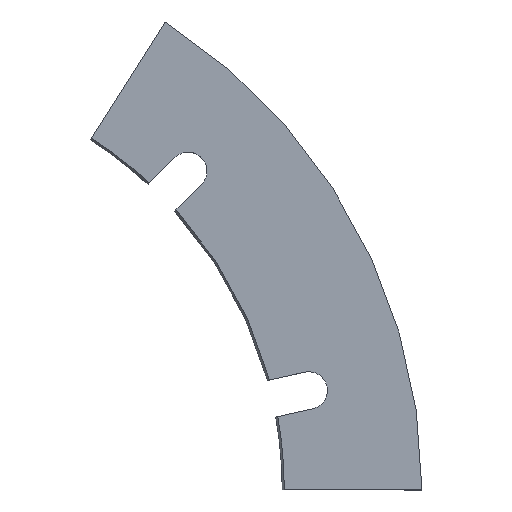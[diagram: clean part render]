
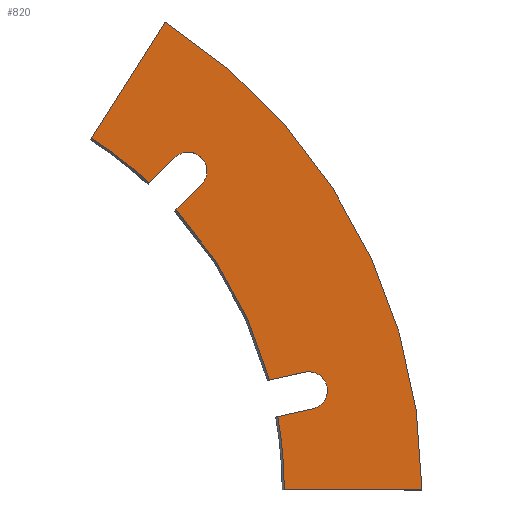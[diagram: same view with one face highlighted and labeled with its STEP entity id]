
A CAD part, top view. The second image highlights one B-rep face of the part: STEP entity #820.
In plain terms, the highlighted planar face has unit normal (0, 0, 1).
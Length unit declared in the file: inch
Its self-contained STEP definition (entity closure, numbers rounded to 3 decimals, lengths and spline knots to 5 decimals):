
#1 = ORIENTED_EDGE ( 'NONE', *, *, #805, .F. ) ;
#2 = CARTESIAN_POINT ( 'NONE',  ( 6.89686, 1.4908, 0. ) ) ;
#5 = PLANE ( 'NONE',  #415 ) ;
#8 = LINE ( 'NONE', #346, #491 ) ;
#22 = AXIS2_PLACEMENT_3D ( 'NONE', #536, #511, #190 ) ;
#31 = EDGE_CURVE ( 'NONE', #347, #303, #84, .T. ) ;
#32 = CARTESIAN_POINT ( 'NONE',  ( 8.313, 0., 0. ) ) ;
#55 = CIRCLE ( 'NONE', #600, 8.313 ) ;
#70 = CARTESIAN_POINT ( 'NONE',  ( 0., 0., 0. ) ) ;
#79 = VERTEX_POINT ( 'NONE', #821 ) ;
#82 = AXIS2_PLACEMENT_3D ( 'NONE', #804, #159, #224 ) ;
#84 = CIRCLE ( 'NONE', #82, 0.28125 ) ;
#93 = ORIENTED_EDGE ( 'NONE', *, *, #578, .T. ) ;
#126 = EDGE_CURVE ( 'NONE', #588, #347, #631, .T. ) ;
#129 = DIRECTION ( 'NONE',  ( 1., 0., 0. ) ) ;
#134 = ORIENTED_EDGE ( 'NONE', *, *, #284, .T. ) ;
#138 = ORIENTED_EDGE ( 'NONE', *, *, #144, .T. ) ;
#140 = VERTEX_POINT ( 'NONE', #499 ) ;
#144 = EDGE_CURVE ( 'NONE', #454, #339, #252, .T. ) ;
#149 = DIRECTION ( 'NONE',  ( 1., 0., 0. ) ) ;
#150 = VERTEX_POINT ( 'NONE', #375 ) ;
#159 = DIRECTION ( 'NONE',  ( 0., 0., 1. ) ) ;
#164 = FACE_OUTER_BOUND ( 'NONE', #203, .T. ) ;
#188 = EDGE_CURVE ( 'NONE', #779, #673, #55, .T. ) ;
#190 = DIRECTION ( 'NONE',  ( 1., 0., 0. ) ) ;
#191 = DIRECTION ( 'NONE',  ( -0.709, -0.705, 0. ) ) ;
#202 = VECTOR ( 'NONE', #191, 39.37008 ) ;
#203 = EDGE_LOOP ( 'NONE', ( #398, #93, #573, #273, #455, #470, #734, #643, #708, #1, #138, #134, #639, #601 ) ) ;
#212 = DIRECTION ( 'NONE',  ( 0., 0., -1. ) ) ;
#218 = VERTEX_POINT ( 'NONE', #352 ) ;
#224 = DIRECTION ( 'NONE',  ( 1., 0., 0. ) ) ;
#231 = DIRECTION ( 'NONE',  ( 1., 0., 0. ) ) ;
#234 = DIRECTION ( 'NONE',  ( 0.537, 0.844, 0. ) ) ;
#246 = AXIS2_PLACEMENT_3D ( 'NONE', #291, #475, #810 ) ;
#252 = LINE ( 'NONE', #441, #202 ) ;
#253 = CARTESIAN_POINT ( 'NONE',  ( 4.6116, 4.98006, 0. ) ) ;
#256 = CARTESIAN_POINT ( 'NONE',  ( 4.62667, 4.20195, 0. ) ) ;
#267 = VECTOR ( 'NONE', #234, 39.37008 ) ;
#272 = CARTESIAN_POINT ( 'NONE',  ( 6.15276, 1.0982, 0. ) ) ;
#273 = ORIENTED_EDGE ( 'NONE', *, *, #786, .T. ) ;
#281 = VERTEX_POINT ( 'NONE', #272 ) ;
#284 = EDGE_CURVE ( 'NONE', #339, #828, #684, .T. ) ;
#290 = LINE ( 'NONE', #300, #534 ) ;
#291 = CARTESIAN_POINT ( 'NONE',  ( 4.80987, 4.78058, 0. ) ) ;
#300 = CARTESIAN_POINT ( 'NONE',  ( 6.67744, 1.21643, 0. ) ) ;
#303 = VERTEX_POINT ( 'NONE', #596 ) ;
#309 = AXIS2_PLACEMENT_3D ( 'NONE', #532, #212, #149 ) ;
#311 = EDGE_CURVE ( 'NONE', #140, #79, #378, .T. ) ;
#312 = CARTESIAN_POINT ( 'NONE',  ( 6.61561, 1.4908, 0. ) ) ;
#314 = EDGE_CURVE ( 'NONE', #705, #79, #8, .T. ) ;
#318 = AXIS2_PLACEMENT_3D ( 'NONE', #312, #632, #641 ) ;
#339 = VERTEX_POINT ( 'NONE', #256 ) ;
#343 = EDGE_CURVE ( 'NONE', #218, #705, #443, .T. ) ;
#346 = CARTESIAN_POINT ( 'NONE',  ( 4.6116, 4.98006, 0. ) ) ;
#347 = VERTEX_POINT ( 'NONE', #2 ) ;
#352 = CARTESIAN_POINT ( 'NONE',  ( 5.09112, 4.78058, 0. ) ) ;
#366 = CARTESIAN_POINT ( 'NONE',  ( 6.67744, 1.21643, 0. ) ) ;
#375 = CARTESIAN_POINT ( 'NONE',  ( 6.25, 0., 0. ) ) ;
#378 = CIRCLE ( 'NONE', #22, 6.25 ) ;
#395 = CARTESIAN_POINT ( 'NONE',  ( 0., 0., 0. ) ) ;
#398 = ORIENTED_EDGE ( 'NONE', *, *, #126, .F. ) ;
#400 = DIRECTION ( 'NONE',  ( 1., 0., 0. ) ) ;
#403 = DIRECTION ( 'NONE',  ( -0.709, -0.705, 0. ) ) ;
#415 = AXIS2_PLACEMENT_3D ( 'NONE', #70, #781, #129 ) ;
#435 = EDGE_CURVE ( 'NONE', #140, #673, #485, .T. ) ;
#441 = CARTESIAN_POINT ( 'NONE',  ( 5.00813, 4.58109, 0. ) ) ;
#443 = CIRCLE ( 'NONE', #561, 0.28125 ) ;
#454 = VERTEX_POINT ( 'NONE', #806 ) ;
#455 = ORIENTED_EDGE ( 'NONE', *, *, #188, .T. ) ;
#470 = ORIENTED_EDGE ( 'NONE', *, *, #435, .F. ) ;
#475 = DIRECTION ( 'NONE',  ( 0., 0., 1. ) ) ;
#478 = VECTOR ( 'NONE', #489, 39.37008 ) ;
#485 = LINE ( 'NONE', #548, #267 ) ;
#488 = AXIS2_PLACEMENT_3D ( 'NONE', #690, #800, #231 ) ;
#489 = DIRECTION ( 'NONE',  ( -0.976, -0.22, 0. ) ) ;
#491 = VECTOR ( 'NONE', #403, 39.37008 ) ;
#495 = DIRECTION ( 'NONE',  ( -0.976, -0.22, 0. ) ) ;
#499 = CARTESIAN_POINT ( 'NONE',  ( 3.35589, 5.27262, 0. ) ) ;
#511 = DIRECTION ( 'NONE',  ( 0., 0., -1. ) ) ;
#526 = EDGE_CURVE ( 'NONE', #303, #828, #611, .T. ) ;
#532 = CARTESIAN_POINT ( 'NONE',  ( 0., 0., 0. ) ) ;
#534 = VECTOR ( 'NONE', #495, 39.37008 ) ;
#536 = CARTESIAN_POINT ( 'NONE',  ( 0., 0., 0. ) ) ;
#548 = CARTESIAN_POINT ( 'NONE',  ( 3.33925, 5.24646, 0. ) ) ;
#551 = DIRECTION ( 'NONE',  ( 0., 0., 1. ) ) ;
#559 = EDGE_CURVE ( 'NONE', #281, #150, #808, .T. ) ;
#561 = AXIS2_PLACEMENT_3D ( 'NONE', #778, #667, #834 ) ;
#566 = VECTOR ( 'NONE', #754, 39.37008 ) ;
#573 = ORIENTED_EDGE ( 'NONE', *, *, #559, .T. ) ;
#578 = EDGE_CURVE ( 'NONE', #588, #281, #290, .T. ) ;
#588 = VERTEX_POINT ( 'NONE', #366 ) ;
#596 = CARTESIAN_POINT ( 'NONE',  ( 6.55378, 1.76517, 0. ) ) ;
#600 = AXIS2_PLACEMENT_3D ( 'NONE', #395, #551, #400 ) ;
#601 = ORIENTED_EDGE ( 'NONE', *, *, #31, .F. ) ;
#611 = LINE ( 'NONE', #748, #478 ) ;
#617 = CARTESIAN_POINT ( 'NONE',  ( 6.219, 0., 0. ) ) ;
#620 = CIRCLE ( 'NONE', #246, 0.28125 ) ;
#631 = CIRCLE ( 'NONE', #318, 0.28125 ) ;
#632 = DIRECTION ( 'NONE',  ( 0., 0., 1. ) ) ;
#637 = CARTESIAN_POINT ( 'NONE',  ( 6.0291, 1.64694, 0. ) ) ;
#639 = ORIENTED_EDGE ( 'NONE', *, *, #526, .F. ) ;
#641 = DIRECTION ( 'NONE',  ( 1., 0., 0. ) ) ;
#643 = ORIENTED_EDGE ( 'NONE', *, *, #314, .F. ) ;
#667 = DIRECTION ( 'NONE',  ( 0., 0., 1. ) ) ;
#673 = VERTEX_POINT ( 'NONE', #780 ) ;
#684 = CIRCLE ( 'NONE', #309, 6.25 ) ;
#690 = CARTESIAN_POINT ( 'NONE',  ( 0., 0., 0. ) ) ;
#705 = VERTEX_POINT ( 'NONE', #253 ) ;
#708 = ORIENTED_EDGE ( 'NONE', *, *, #343, .F. ) ;
#734 = ORIENTED_EDGE ( 'NONE', *, *, #311, .T. ) ;
#748 = CARTESIAN_POINT ( 'NONE',  ( 6.55378, 1.76517, 0. ) ) ;
#754 = DIRECTION ( 'NONE',  ( 1., 0., 0. ) ) ;
#778 = CARTESIAN_POINT ( 'NONE',  ( 4.80987, 4.78058, 0. ) ) ;
#779 = VERTEX_POINT ( 'NONE', #32 ) ;
#780 = CARTESIAN_POINT ( 'NONE',  ( 4.46361, 7.013, 0. ) ) ;
#781 = DIRECTION ( 'NONE',  ( 0., 0., 1. ) ) ;
#786 = EDGE_CURVE ( 'NONE', #150, #779, #814, .T. ) ;
#800 = DIRECTION ( 'NONE',  ( 0., 0., -1. ) ) ;
#804 = CARTESIAN_POINT ( 'NONE',  ( 6.61561, 1.4908, 0. ) ) ;
#805 = EDGE_CURVE ( 'NONE', #454, #218, #620, .T. ) ;
#806 = CARTESIAN_POINT ( 'NONE',  ( 5.00813, 4.58109, 0. ) ) ;
#808 = CIRCLE ( 'NONE', #488, 6.25 ) ;
#810 = DIRECTION ( 'NONE',  ( 1., 0., 0. ) ) ;
#814 = LINE ( 'NONE', #617, #566 ) ;
#820 = ADVANCED_FACE ( 'NONE', ( #164 ), #5, .T. ) ;
#821 = CARTESIAN_POINT ( 'NONE',  ( 4.23014, 4.60091, 0. ) ) ;
#828 = VERTEX_POINT ( 'NONE', #637 ) ;
#834 = DIRECTION ( 'NONE',  ( 1., 0., 0. ) ) ;
